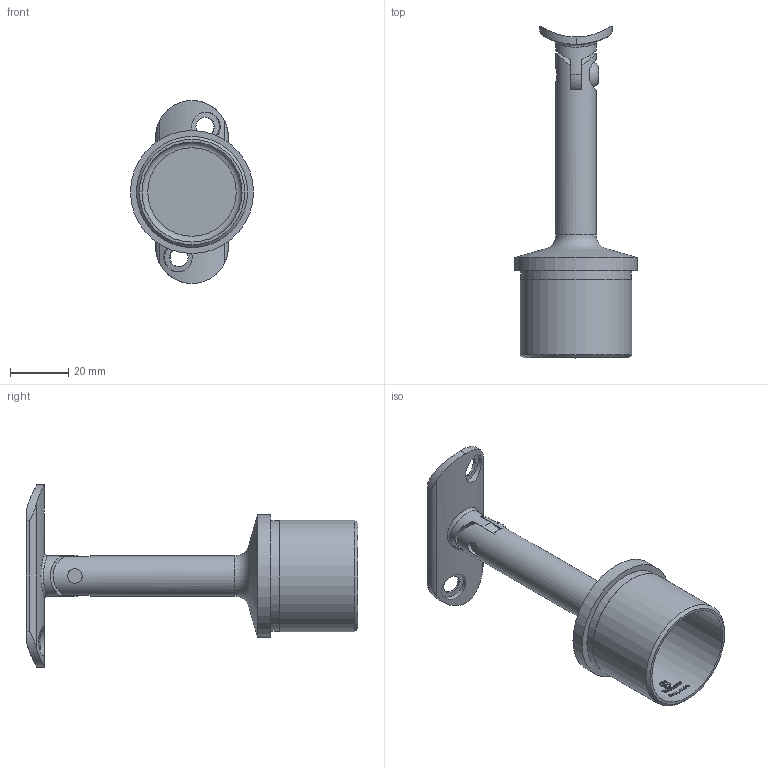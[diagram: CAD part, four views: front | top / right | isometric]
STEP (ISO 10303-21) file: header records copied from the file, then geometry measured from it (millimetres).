
FILE_DESCRIPTION (( 'STEP AP203' ), '1' );
FILE_NAME ('60441-V4A.step', '2022-09-30T06:29:55', ( '' ), ( '' ), 'SwSTEP 2.0', 'SolidWorks 2018', '' );
FILE_SCHEMA (( 'CONFIG_CONTROL_DESIGN' ));
Length unit declared in the file: millimetre
Products named in the file (4): 60441-V4A; 6044x-XXX Teil1_60441-V4A Teil1; 6044x-XXX Teil2_60441-V4A Teil2; DIN 7380_DIN 7380 M6x10
Assembly tree (3 placements, depth 2):
  60441-V4A
    6044x-XXX Teil1_60441-V4A Teil1
    6044x-XXX Teil2_60441-V4A Teil2
    DIN 7380_DIN 7380 M6x10
Bounding box: 42.4 x 114.3 x 63 mm (x, y, z)
Volume: 27951.9 mm3; surface area: 18071.5 mm2
Topology: 3 solids, 3 shells, 332 faces, 848 edges, 559 vertices
Faces by surface type: plane 171, bspline 87, cylinder 59, cone 9, sphere 3, torus 3
Full cylindrical faces by diameter (mm): 5 x1, 6 x1, 6.5 x4, 10 x2, 10.5 x1, 14 x2, 34.5 x1, 37.9 x1, 38.3 x1, 42.4 x1
Entity records: 14592 total; most frequent: CARTESIAN_POINT 6867, ORIENTED_EDGE 1636, DIRECTION 1250, EDGE_CURVE 818, VERTEX_POINT 552, AXIS2_PLACEMENT_3D 430, EDGE_LOOP 402, VECTOR 390
